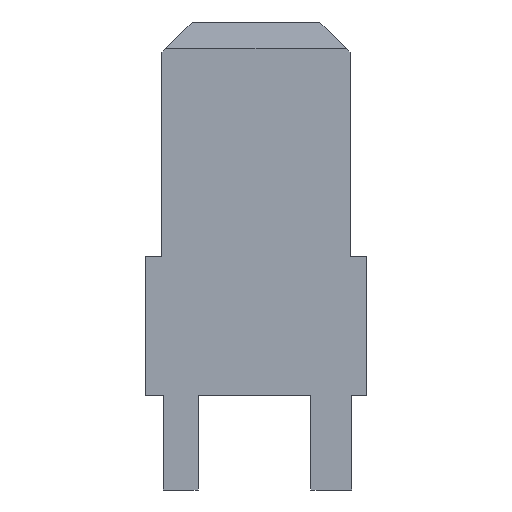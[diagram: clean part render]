
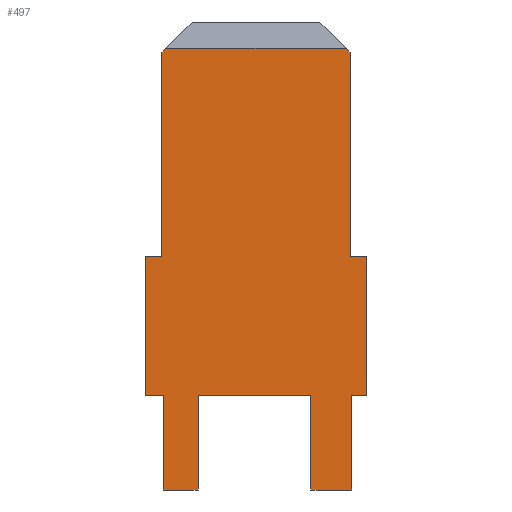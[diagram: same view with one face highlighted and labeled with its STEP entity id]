
A CAD part, front view. The second image highlights one B-rep face of the part: STEP entity #497.
In plain terms, the highlighted planar face has unit normal (0, -1, 0).
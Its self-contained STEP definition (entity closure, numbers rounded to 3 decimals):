
#134=DIRECTION('',(-1.,0.,0.));
#135=VECTOR('',#134,6.096);
#136=CARTESIAN_POINT('',(3.048,0.,-0.889));
#137=LINE('',#136,#135);
#138=DIRECTION('',(0.707,0.,-0.707));
#139=VECTOR('',#138,0.18);
#140=CARTESIAN_POINT('',(3.048,0.,-0.889));
#141=LINE('',#140,#139);
#142=DIRECTION('',(0.,0.,-1.));
#143=VECTOR('',#142,6.909);
#144=CARTESIAN_POINT('',(3.175,0.,-1.016));
#145=LINE('',#144,#143);
#146=DIRECTION('',(-1.,0.,0.));
#147=VECTOR('',#146,0.572);
#148=CARTESIAN_POINT('',(3.747,0.,-7.925));
#149=LINE('',#148,#147);
#150=DIRECTION('',(0.,0.,-1.));
#151=VECTOR('',#150,4.699);
#152=CARTESIAN_POINT('',(3.747,0.,-7.925));
#153=LINE('',#152,#151);
#154=DIRECTION('',(-1.,0.,0.));
#155=VECTOR('',#154,0.521);
#156=CARTESIAN_POINT('',(3.747,0.,-12.624));
#157=LINE('',#156,#155);
#158=DIRECTION('',(0.,0.,-1.));
#159=VECTOR('',#158,3.175);
#160=CARTESIAN_POINT('',(3.226,0.,-12.624));
#161=LINE('',#160,#159);
#162=DIRECTION('',(-1.,0.,0.));
#163=VECTOR('',#162,1.372);
#164=CARTESIAN_POINT('',(3.226,0.,-15.799));
#165=LINE('',#164,#163);
#166=DIRECTION('',(0.,0.,1.));
#167=VECTOR('',#166,3.175);
#168=CARTESIAN_POINT('',(1.854,0.,-15.799));
#169=LINE('',#168,#167);
#170=DIRECTION('',(1.,0.,0.));
#171=VECTOR('',#170,3.81);
#172=CARTESIAN_POINT('',(-1.956,0.,-12.624));
#173=LINE('',#172,#171);
#174=DIRECTION('',(0.,0.,-1.));
#175=VECTOR('',#174,3.175);
#176=CARTESIAN_POINT('',(-1.956,0.,-12.624));
#177=LINE('',#176,#175);
#178=DIRECTION('',(-1.,0.,0.));
#179=VECTOR('',#178,1.168);
#180=CARTESIAN_POINT('',(-1.956,0.,-15.799));
#181=LINE('',#180,#179);
#182=DIRECTION('',(0.,0.,-1.));
#183=VECTOR('',#182,3.175);
#184=CARTESIAN_POINT('',(-3.124,0.,-12.624));
#185=LINE('',#184,#183);
#186=DIRECTION('',(-1.,0.,0.));
#187=VECTOR('',#186,0.622);
#188=CARTESIAN_POINT('',(-3.124,0.,-12.624));
#189=LINE('',#188,#187);
#190=DIRECTION('',(0.,0.,1.));
#191=VECTOR('',#190,4.699);
#192=CARTESIAN_POINT('',(-3.747,0.,-12.624));
#193=LINE('',#192,#191);
#194=DIRECTION('',(-1.,0.,0.));
#195=VECTOR('',#194,0.572);
#196=CARTESIAN_POINT('',(-3.175,0.,-7.925));
#197=LINE('',#196,#195);
#198=DIRECTION('',(0.,0.,1.));
#199=VECTOR('',#198,6.909);
#200=CARTESIAN_POINT('',(-3.175,0.,-7.925));
#201=LINE('',#200,#199);
#202=DIRECTION('',(0.707,0.,0.707));
#203=VECTOR('',#202,0.18);
#204=CARTESIAN_POINT('',(-3.175,0.,-1.016));
#205=LINE('',#204,#203);
#374=CARTESIAN_POINT('',(-3.175,0.,-7.925));
#375=CARTESIAN_POINT('',(-3.175,0.,-1.016));
#376=VERTEX_POINT('',#374);
#377=VERTEX_POINT('',#375);
#378=CARTESIAN_POINT('',(-3.747,0.,-12.624));
#379=CARTESIAN_POINT('',(-3.747,0.,-7.925));
#380=VERTEX_POINT('',#378);
#381=VERTEX_POINT('',#379);
#382=CARTESIAN_POINT('',(-3.124,0.,-12.624));
#383=VERTEX_POINT('',#382);
#384=CARTESIAN_POINT('',(-1.956,0.,-12.624));
#385=CARTESIAN_POINT('',(-1.956,0.,-15.799));
#386=VERTEX_POINT('',#384);
#387=VERTEX_POINT('',#385);
#388=CARTESIAN_POINT('',(-3.124,0.,-15.799));
#389=VERTEX_POINT('',#388);
#390=CARTESIAN_POINT('',(1.854,0.,-15.799));
#391=CARTESIAN_POINT('',(1.854,0.,-12.624));
#392=VERTEX_POINT('',#390);
#393=VERTEX_POINT('',#391);
#394=CARTESIAN_POINT('',(3.226,0.,-15.799));
#395=VERTEX_POINT('',#394);
#396=CARTESIAN_POINT('',(3.226,0.,-12.624));
#397=VERTEX_POINT('',#396);
#398=CARTESIAN_POINT('',(3.747,0.,-12.624));
#399=VERTEX_POINT('',#398);
#400=CARTESIAN_POINT('',(3.747,0.,-7.925));
#401=VERTEX_POINT('',#400);
#402=CARTESIAN_POINT('',(3.175,0.,-1.016));
#403=CARTESIAN_POINT('',(3.175,0.,-7.925));
#404=VERTEX_POINT('',#402);
#405=VERTEX_POINT('',#403);
#438=CARTESIAN_POINT('',(-3.048,0.,-0.889));
#440=VERTEX_POINT('',#438);
#444=CARTESIAN_POINT('',(3.048,0.,-0.889));
#445=VERTEX_POINT('',#444);
#454=CARTESIAN_POINT('',(0.,0.,0.));
#455=DIRECTION('',(0.,-1.,0.));
#456=DIRECTION('',(1.,0.,0.));
#457=AXIS2_PLACEMENT_3D('',#454,#455,#456);
#458=PLANE('',#457);
#460=ORIENTED_EDGE('',*,*,#459,.F.);
#462=ORIENTED_EDGE('',*,*,#461,.T.);
#464=ORIENTED_EDGE('',*,*,#463,.T.);
#466=ORIENTED_EDGE('',*,*,#465,.F.);
#468=ORIENTED_EDGE('',*,*,#467,.T.);
#470=ORIENTED_EDGE('',*,*,#469,.T.);
#472=ORIENTED_EDGE('',*,*,#471,.T.);
#474=ORIENTED_EDGE('',*,*,#473,.T.);
#476=ORIENTED_EDGE('',*,*,#475,.T.);
#478=ORIENTED_EDGE('',*,*,#477,.F.);
#480=ORIENTED_EDGE('',*,*,#479,.T.);
#482=ORIENTED_EDGE('',*,*,#481,.T.);
#484=ORIENTED_EDGE('',*,*,#483,.F.);
#486=ORIENTED_EDGE('',*,*,#485,.T.);
#488=ORIENTED_EDGE('',*,*,#487,.T.);
#490=ORIENTED_EDGE('',*,*,#489,.F.);
#492=ORIENTED_EDGE('',*,*,#491,.T.);
#494=ORIENTED_EDGE('',*,*,#493,.T.);
#495=EDGE_LOOP('',(#460,#462,#464,#466,#468,#470,#472,#474,#476,#478,#480,#482,
#484,#486,#488,#490,#492,#494));
#496=FACE_OUTER_BOUND('',#495,.F.);
#459=EDGE_CURVE('',#445,#440,#137,.T.);
#461=EDGE_CURVE('',#445,#404,#141,.T.);
#463=EDGE_CURVE('',#404,#405,#145,.T.);
#465=EDGE_CURVE('',#401,#405,#149,.T.);
#467=EDGE_CURVE('',#401,#399,#153,.T.);
#469=EDGE_CURVE('',#399,#397,#157,.T.);
#471=EDGE_CURVE('',#397,#395,#161,.T.);
#473=EDGE_CURVE('',#395,#392,#165,.T.);
#475=EDGE_CURVE('',#392,#393,#169,.T.);
#477=EDGE_CURVE('',#386,#393,#173,.T.);
#479=EDGE_CURVE('',#386,#387,#177,.T.);
#481=EDGE_CURVE('',#387,#389,#181,.T.);
#483=EDGE_CURVE('',#383,#389,#185,.T.);
#485=EDGE_CURVE('',#383,#380,#189,.T.);
#487=EDGE_CURVE('',#380,#381,#193,.T.);
#489=EDGE_CURVE('',#376,#381,#197,.T.);
#491=EDGE_CURVE('',#376,#377,#201,.T.);
#493=EDGE_CURVE('',#377,#440,#205,.T.);
#497=ADVANCED_FACE('',(#496),#458,.T.);
